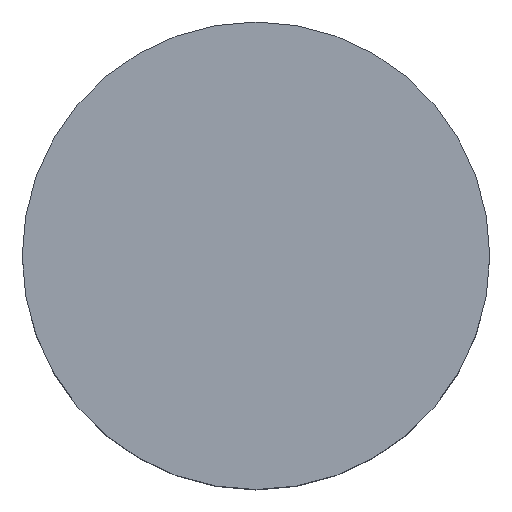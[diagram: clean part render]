
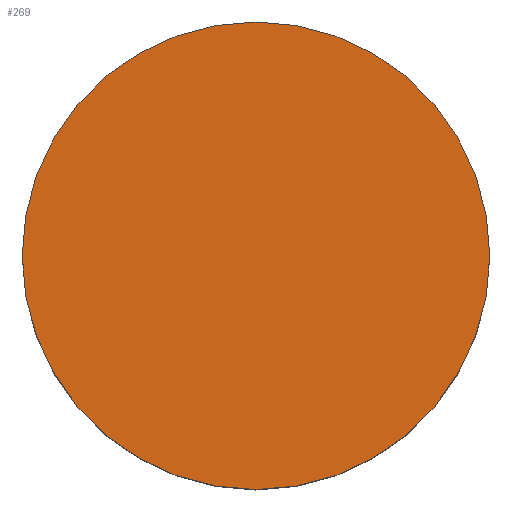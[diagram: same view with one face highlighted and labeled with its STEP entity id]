
A CAD part, top view. The second image highlights one B-rep face of the part: STEP entity #269.
In plain terms, the highlighted planar face has unit normal (0, 0, 1).
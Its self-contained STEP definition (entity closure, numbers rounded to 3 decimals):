
#27 = DIRECTION ( 'NONE',  ( 0., 0., 1. ) ) ;
#33 = PLANE ( 'NONE',  #179 ) ;
#58 = FACE_OUTER_BOUND ( 'NONE', #170, .T. ) ;
#83 = CIRCLE ( 'NONE', #95, 2. ) ;
#95 = AXIS2_PLACEMENT_3D ( 'NONE', #202, #27, #177 ) ;
#106 = CARTESIAN_POINT ( 'NONE',  ( 2., 0., 0. ) ) ;
#112 = DIRECTION ( 'NONE',  ( 1., 0., 0. ) ) ;
#130 = VERTEX_POINT ( 'NONE', #138 ) ;
#138 = CARTESIAN_POINT ( 'NONE',  ( -2., 0., 0. ) ) ;
#170 = EDGE_LOOP ( 'NONE', ( #315, #237 ) ) ;
#173 = DIRECTION ( 'NONE',  ( 0., 0., 1. ) ) ;
#177 = DIRECTION ( 'NONE',  ( 1., 0., 0. ) ) ;
#179 = AXIS2_PLACEMENT_3D ( 'NONE', #306, #173, #286 ) ;
#186 = EDGE_CURVE ( 'NONE', #130, #215, #253, .T. ) ;
#202 = CARTESIAN_POINT ( 'NONE',  ( 0., 0., 0. ) ) ;
#215 = VERTEX_POINT ( 'NONE', #106 ) ;
#232 = EDGE_CURVE ( 'NONE', #215, #130, #83, .T. ) ;
#237 = ORIENTED_EDGE ( 'NONE', *, *, #186, .T. ) ;
#253 = CIRCLE ( 'NONE', #349, 2. ) ;
#269 = ADVANCED_FACE ( 'NONE', ( #58 ), #33, .T. ) ;
#279 = CARTESIAN_POINT ( 'NONE',  ( 0., 0., 0. ) ) ;
#286 = DIRECTION ( 'NONE',  ( 1., 0., 0. ) ) ;
#306 = CARTESIAN_POINT ( 'NONE',  ( 0., 0., 0. ) ) ;
#315 = ORIENTED_EDGE ( 'NONE', *, *, #232, .T. ) ;
#349 = AXIS2_PLACEMENT_3D ( 'NONE', #279, #352, #112 ) ;
#352 = DIRECTION ( 'NONE',  ( 0., 0., 1. ) ) ;
